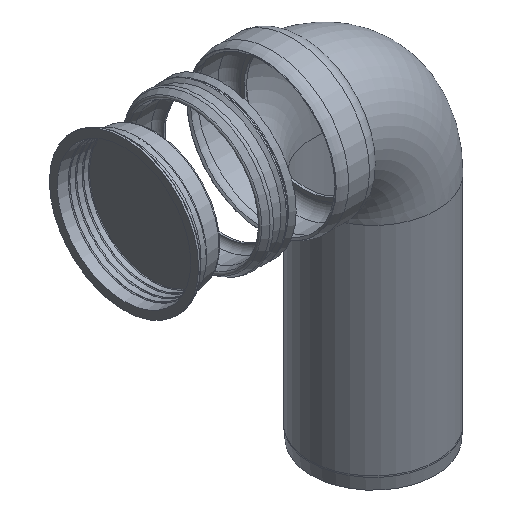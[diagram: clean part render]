
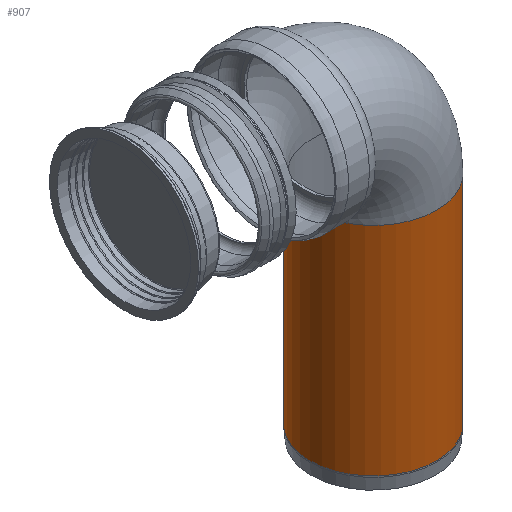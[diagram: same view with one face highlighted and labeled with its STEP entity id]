
A CAD part, isometric view. The second image highlights one B-rep face of the part: STEP entity #907.
In plain terms, the highlighted cylindrical face has radius 510 mm (diameter 1020 mm), a full revolution.
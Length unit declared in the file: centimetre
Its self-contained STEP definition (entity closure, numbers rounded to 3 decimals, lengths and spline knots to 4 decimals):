
#61=CYLINDRICAL_SURFACE('',#987,51.);
#95=FACE_OUTER_BOUND('',#158,.T.);
#158=EDGE_LOOP('',(#637,#638,#639,#640,#641));
#229=LINE('',#1539,#258);
#258=VECTOR('',#1184,51.);
#293=CIRCLE('',#986,51.);
#294=CIRCLE('',#988,51.);
#295=CIRCLE('',#989,51.);
#395=VERTEX_POINT('',#1532);
#396=VERTEX_POINT('',#1535);
#397=VERTEX_POINT('',#1536);
#488=EDGE_CURVE('',#395,#395,#293,.T.);
#489=EDGE_CURVE('',#396,#397,#294,.T.);
#490=EDGE_CURVE('',#397,#396,#295,.T.);
#491=EDGE_CURVE('',#397,#395,#229,.T.);
#637=ORIENTED_EDGE('',*,*,#489,.F.);
#638=ORIENTED_EDGE('',*,*,#490,.F.);
#639=ORIENTED_EDGE('',*,*,#491,.T.);
#640=ORIENTED_EDGE('',*,*,#488,.T.);
#641=ORIENTED_EDGE('',*,*,#491,.F.);
#907=ADVANCED_FACE('',(#95),#61,.T.);
#986=AXIS2_PLACEMENT_3D('',#1533,#1176,#1177);
#987=AXIS2_PLACEMENT_3D('',#1534,#1178,#1179);
#988=AXIS2_PLACEMENT_3D('',#1537,#1180,#1181);
#989=AXIS2_PLACEMENT_3D('',#1538,#1182,#1183);
#1176=DIRECTION('center_axis',(0.,0.,
-1.));
#1177=DIRECTION('ref_axis',(-1.,0.,0.));
#1178=DIRECTION('center_axis',(0.,0.,
-1.));
#1179=DIRECTION('ref_axis',(1.,0.,0.));
#1180=DIRECTION('center_axis',(0.,0.,
-1.));
#1181=DIRECTION('ref_axis',(-1.,0.,0.));
#1182=DIRECTION('center_axis',(0.,0.,
-1.));
#1183=DIRECTION('ref_axis',(-1.,0.,0.));
#1184=DIRECTION('',(0.,0.,1.));
#1532=CARTESIAN_POINT('',(-51.,0.,185.));
#1533=CARTESIAN_POINT('Origin',(0.,0.,185.));
#1534=CARTESIAN_POINT('Origin',(0.,0.,97.762));
#1535=CARTESIAN_POINT('',(0.,51.,10.5239));
#1536=CARTESIAN_POINT('',(-51.,0.,10.5239));
#1537=CARTESIAN_POINT('Origin',(0.,0.,10.5239));
#1538=CARTESIAN_POINT('Origin',(0.,0.,10.5239));
#1539=CARTESIAN_POINT('',(-51.,0.,97.762));
